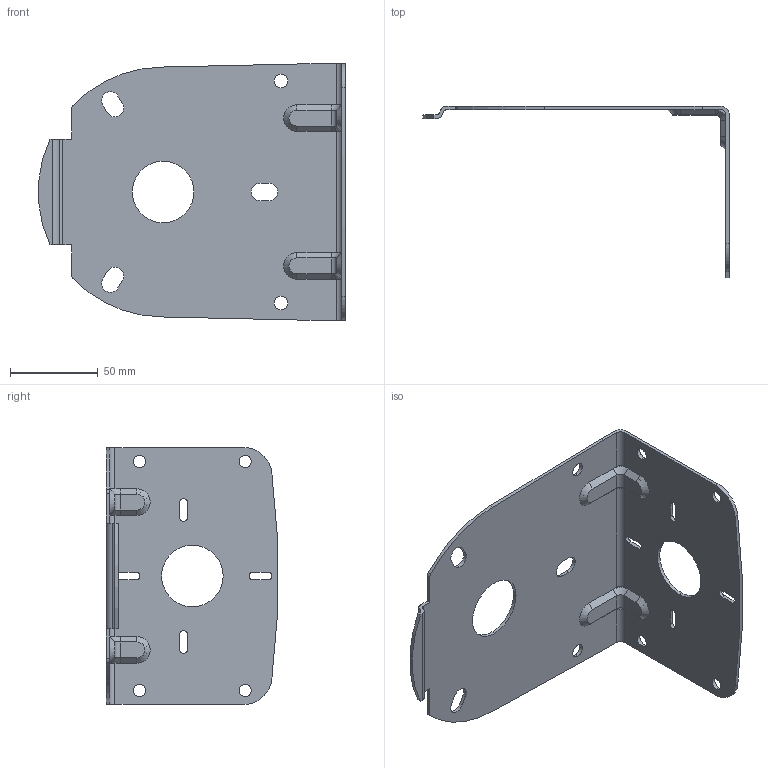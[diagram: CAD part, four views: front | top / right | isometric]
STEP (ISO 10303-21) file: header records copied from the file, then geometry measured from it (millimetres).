
FILE_DESCRIPTION (( 'STEP AP203' ), '1' );
FILE_NAME ('SZK-103.step', '2025-02-24T17:16:23', ( '' ), ( '' ), 'SwSTEP 2.0', 'SolidWorks 2024', '' );
FILE_SCHEMA (( 'CONFIG_CONTROL_DESIGN' ));
Length unit declared in the file: millimetre
Products named in the file (1): SZK-103
Bounding box: 174.23 x 97.57 x 146 mm (x, y, z)
Volume: 65780.2 mm3; surface area: 69830.8 mm2
Topology: 1 solids, 1 shells, 132 faces, 358 edges, 228 vertices
Faces by surface type: plane 60, cylinder 56, cone 16
Entity records: 4299 total; most frequent: DIRECTION 760, CARTESIAN_POINT 719, ORIENTED_EDGE 716, EDGE_CURVE 358, AXIS2_PLACEMENT_3D 269, VERTEX_POINT 228, LINE 222, VECTOR 222
